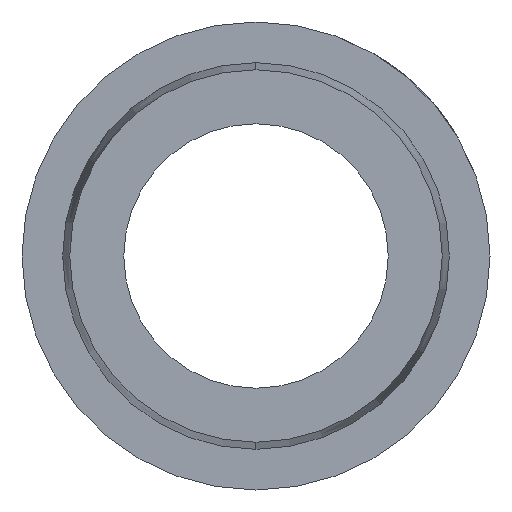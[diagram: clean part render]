
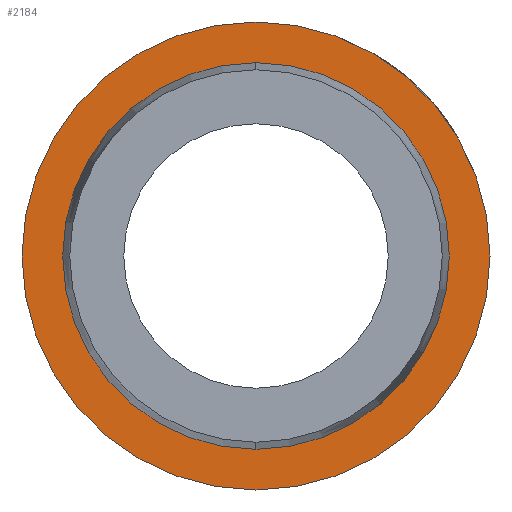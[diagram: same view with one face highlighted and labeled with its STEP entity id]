
A CAD part, left-side view. The second image highlights one B-rep face of the part: STEP entity #2184.
In plain terms, the highlighted planar face has unit normal (-1, 0, 0).
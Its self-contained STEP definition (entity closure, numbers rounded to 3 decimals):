
#337 = CIRCLE ( 'NONE', #3633, 9.5 ) ;
#389 = VERTEX_POINT ( 'NONE', #1065 ) ;
#499 = CARTESIAN_POINT ( 'NONE',  ( 37., 0., 0. ) ) ;
#682 = ORIENTED_EDGE ( 'NONE', *, *, #4735, .T. ) ;
#710 = ORIENTED_EDGE ( 'NONE', *, *, #3960, .F. ) ;
#970 = ORIENTED_EDGE ( 'NONE', *, *, #3115, .T. ) ;
#1020 = AXIS2_PLACEMENT_3D ( 'NONE', #499, #2111, #2960 ) ;
#1021 = AXIS2_PLACEMENT_3D ( 'NONE', #4914, #2046, #1304 ) ;
#1056 = VERTEX_POINT ( 'NONE', #1162 ) ;
#1065 = CARTESIAN_POINT ( 'NONE',  ( 37., 0., -9.5 ) ) ;
#1162 = CARTESIAN_POINT ( 'NONE',  ( 37., 0., 9.5 ) ) ;
#1183 = EDGE_CURVE ( 'NONE', #1056, #389, #4470, .T. ) ;
#1233 = DIRECTION ( 'NONE',  ( -1., 0., 0. ) ) ;
#1304 = DIRECTION ( 'NONE',  ( 0., 0., -1. ) ) ;
#1394 = AXIS2_PLACEMENT_3D ( 'NONE', #3715, #1233, #2450 ) ;
#1523 = CIRCLE ( 'NONE', #3549, 11.5 ) ;
#1555 = EDGE_LOOP ( 'NONE', ( #4443, #710 ) ) ;
#1604 = CARTESIAN_POINT ( 'NONE',  ( 37., 0., 11.5 ) ) ;
#2046 = DIRECTION ( 'NONE',  ( 1., 0., 0. ) ) ;
#2111 = DIRECTION ( 'NONE',  ( -1., 0., 0. ) ) ;
#2162 = DIRECTION ( 'NONE',  ( 0., 0., 1. ) ) ;
#2184 = ADVANCED_FACE ( 'NONE', ( #3309, #4105 ), #3707, .F. ) ;
#2198 = DIRECTION ( 'NONE',  ( -1., 0., 0. ) ) ;
#2450 = DIRECTION ( 'NONE',  ( 0., 0., 1. ) ) ;
#2458 = VERTEX_POINT ( 'NONE', #1604 ) ;
#2960 = DIRECTION ( 'NONE',  ( 0., 0., 1. ) ) ;
#2996 = DIRECTION ( 'NONE',  ( 0., 0., 1. ) ) ;
#3115 = EDGE_CURVE ( 'NONE', #2458, #5066, #5186, .T. ) ;
#3309 = FACE_BOUND ( 'NONE', #1555, .T. ) ;
#3370 = CARTESIAN_POINT ( 'NONE',  ( 37., 0., 0. ) ) ;
#3549 = AXIS2_PLACEMENT_3D ( 'NONE', #3755, #2198, #2996 ) ;
#3633 = AXIS2_PLACEMENT_3D ( 'NONE', #3370, #3799, #2162 ) ;
#3707 = PLANE ( 'NONE',  #1021 ) ;
#3715 = CARTESIAN_POINT ( 'NONE',  ( 37., 0., 0. ) ) ;
#3755 = CARTESIAN_POINT ( 'NONE',  ( 37., 0., 0. ) ) ;
#3799 = DIRECTION ( 'NONE',  ( -1., 0., 0. ) ) ;
#3960 = EDGE_CURVE ( 'NONE', #389, #1056, #337, .T. ) ;
#4105 = FACE_OUTER_BOUND ( 'NONE', #4239, .T. ) ;
#4239 = EDGE_LOOP ( 'NONE', ( #970, #682 ) ) ;
#4443 = ORIENTED_EDGE ( 'NONE', *, *, #1183, .F. ) ;
#4470 = CIRCLE ( 'NONE', #1020, 9.5 ) ;
#4735 = EDGE_CURVE ( 'NONE', #5066, #2458, #1523, .T. ) ;
#4914 = CARTESIAN_POINT ( 'NONE',  ( 37., 9.5, 0. ) ) ;
#5066 = VERTEX_POINT ( 'NONE', #5176 ) ;
#5176 = CARTESIAN_POINT ( 'NONE',  ( 37., 0., -11.5 ) ) ;
#5186 = CIRCLE ( 'NONE', #1394, 11.5 ) ;
